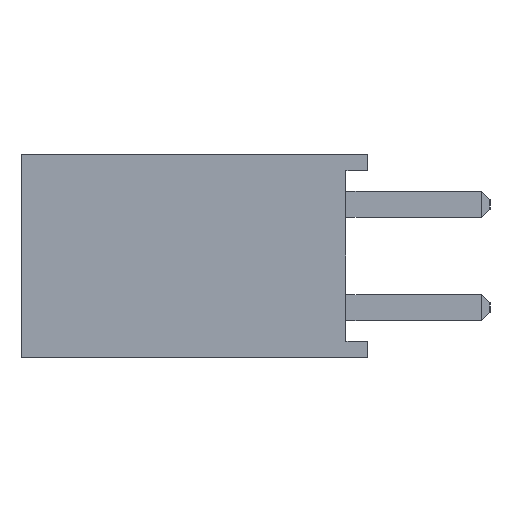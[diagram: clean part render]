
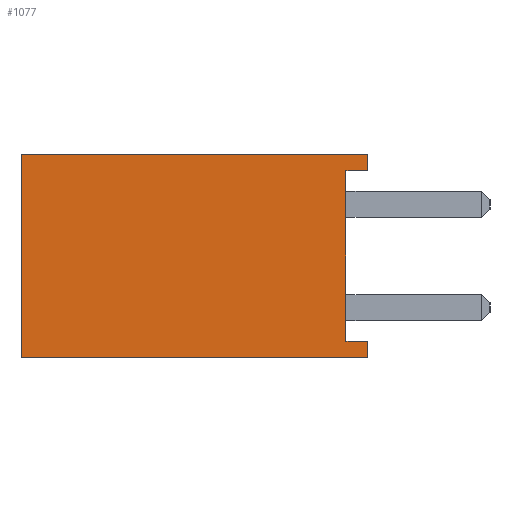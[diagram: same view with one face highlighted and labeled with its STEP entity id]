
A CAD part, left-side view. The second image highlights one B-rep face of the part: STEP entity #1077.
In plain terms, the highlighted planar face has unit normal (-1, 0, 0).
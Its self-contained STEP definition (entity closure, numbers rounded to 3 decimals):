
#48 = DIRECTION ( 'NONE',  ( 0., -1., 0. ) ) ;
#93 = ORIENTED_EDGE ( 'NONE', *, *, #4597, .F. ) ;
#1077 = ADVANCED_FACE ( 'NONE', ( #31181 ), #8921, .F. ) ;
#1598 = VECTOR ( 'NONE', #19175, 1000. ) ;
#1812 = VERTEX_POINT ( 'NONE', #21191 ) ;
#2040 = VERTEX_POINT ( 'NONE', #36715 ) ;
#2254 = AXIS2_PLACEMENT_3D ( 'NONE', #33025, #15116, #29882 ) ;
#4141 = LINE ( 'NONE', #30477, #29349 ) ;
#4597 = EDGE_CURVE ( 'NONE', #12230, #8802, #34616, .T. ) ;
#6176 = VECTOR ( 'NONE', #31824, 1000. ) ;
#7580 = ORIENTED_EDGE ( 'NONE', *, *, #9513, .T. ) ;
#8802 = VERTEX_POINT ( 'NONE', #9558 ) ;
#8921 = PLANE ( 'NONE',  #2254 ) ;
#9513 = EDGE_CURVE ( 'NONE', #36974, #28653, #22989, .T. ) ;
#9558 = CARTESIAN_POINT ( 'NONE',  ( -1.27, 0.54, 2.1 ) ) ;
#9751 = CARTESIAN_POINT ( 'NONE',  ( -1.27, 0.54, -2.1 ) ) ;
#12103 = ORIENTED_EDGE ( 'NONE', *, *, #35100, .F. ) ;
#12230 = VERTEX_POINT ( 'NONE', #37540 ) ;
#12247 = ORIENTED_EDGE ( 'NONE', *, *, #21679, .F. ) ;
#12747 = VECTOR ( 'NONE', #48, 1000. ) ;
#13076 = LINE ( 'NONE', #36105, #21033 ) ;
#13695 = EDGE_CURVE ( 'NONE', #36974, #1812, #22603, .T. ) ;
#14101 = DIRECTION ( 'NONE',  ( 0., 0., 1. ) ) ;
#14588 = CARTESIAN_POINT ( 'NONE',  ( -1.27, 8.5, -2.5 ) ) ;
#14691 = CARTESIAN_POINT ( 'NONE',  ( -1.27, 0., -2.1 ) ) ;
#15116 = DIRECTION ( 'NONE',  ( 1., 0., 0. ) ) ;
#15774 = EDGE_LOOP ( 'NONE', ( #12247, #93, #33564, #12103, #29738, #7580, #37822, #23631 ) ) ;
#16028 = VERTEX_POINT ( 'NONE', #17203 ) ;
#16851 = CARTESIAN_POINT ( 'NONE',  ( -1.27, 0., 2.5 ) ) ;
#17203 = CARTESIAN_POINT ( 'NONE',  ( -1.27, 0., 2.5 ) ) ;
#18230 = DIRECTION ( 'NONE',  ( 0., 0., -1. ) ) ;
#19175 = DIRECTION ( 'NONE',  ( 0., 0., 1. ) ) ;
#19868 = EDGE_CURVE ( 'NONE', #12230, #16028, #26539, .T. ) ;
#21033 = VECTOR ( 'NONE', #18230, 1000. ) ;
#21049 = CARTESIAN_POINT ( 'NONE',  ( -1.27, 0., 2.1 ) ) ;
#21191 = CARTESIAN_POINT ( 'NONE',  ( -1.27, 8.5, 2.5 ) ) ;
#21599 = VECTOR ( 'NONE', #21841, 1000. ) ;
#21679 = EDGE_CURVE ( 'NONE', #8802, #38688, #13076, .T. ) ;
#21841 = DIRECTION ( 'NONE',  ( 0., 0., 1. ) ) ;
#21978 = VECTOR ( 'NONE', #24075, 1000. ) ;
#22450 = CARTESIAN_POINT ( 'NONE',  ( -1.27, 0., -2.5 ) ) ;
#22603 = LINE ( 'NONE', #37055, #1598 ) ;
#22989 = LINE ( 'NONE', #34900, #6176 ) ;
#23631 = ORIENTED_EDGE ( 'NONE', *, *, #31909, .F. ) ;
#24075 = DIRECTION ( 'NONE',  ( 0., 1., 0. ) ) ;
#26539 = LINE ( 'NONE', #16851, #37276 ) ;
#28653 = VERTEX_POINT ( 'NONE', #22450 ) ;
#29349 = VECTOR ( 'NONE', #36330, 1000. ) ;
#29738 = ORIENTED_EDGE ( 'NONE', *, *, #13695, .F. ) ;
#29882 = DIRECTION ( 'NONE',  ( 0., 0., -1. ) ) ;
#30477 = CARTESIAN_POINT ( 'NONE',  ( -1.27, 8.5, 2.5 ) ) ;
#31181 = FACE_OUTER_BOUND ( 'NONE', #15774, .T. ) ;
#31824 = DIRECTION ( 'NONE',  ( 0., -1., 0. ) ) ;
#31909 = EDGE_CURVE ( 'NONE', #38688, #2040, #37536, .T. ) ;
#32120 = EDGE_CURVE ( 'NONE', #28653, #2040, #33319, .T. ) ;
#33025 = CARTESIAN_POINT ( 'NONE',  ( -1.27, 8.5, 2.5 ) ) ;
#33319 = LINE ( 'NONE', #36217, #21599 ) ;
#33564 = ORIENTED_EDGE ( 'NONE', *, *, #19868, .T. ) ;
#34616 = LINE ( 'NONE', #21049, #21978 ) ;
#34900 = CARTESIAN_POINT ( 'NONE',  ( -1.27, 8.5, -2.5 ) ) ;
#35100 = EDGE_CURVE ( 'NONE', #1812, #16028, #4141, .T. ) ;
#36105 = CARTESIAN_POINT ( 'NONE',  ( -1.27, 0.54, 2.1 ) ) ;
#36217 = CARTESIAN_POINT ( 'NONE',  ( -1.27, 0., 2.5 ) ) ;
#36330 = DIRECTION ( 'NONE',  ( 0., -1., 0. ) ) ;
#36715 = CARTESIAN_POINT ( 'NONE',  ( -1.27, 0., -2.1 ) ) ;
#36974 = VERTEX_POINT ( 'NONE', #14588 ) ;
#37055 = CARTESIAN_POINT ( 'NONE',  ( -1.27, 8.5, 2.5 ) ) ;
#37276 = VECTOR ( 'NONE', #14101, 1000. ) ;
#37536 = LINE ( 'NONE', #14691, #12747 ) ;
#37540 = CARTESIAN_POINT ( 'NONE',  ( -1.27, 0., 2.1 ) ) ;
#37822 = ORIENTED_EDGE ( 'NONE', *, *, #32120, .T. ) ;
#38688 = VERTEX_POINT ( 'NONE', #9751 ) ;
